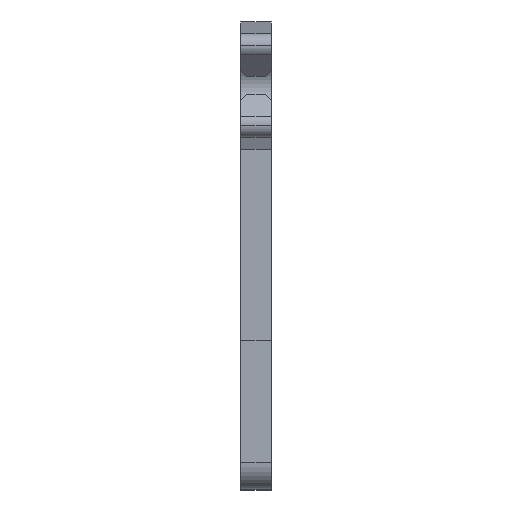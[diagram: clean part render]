
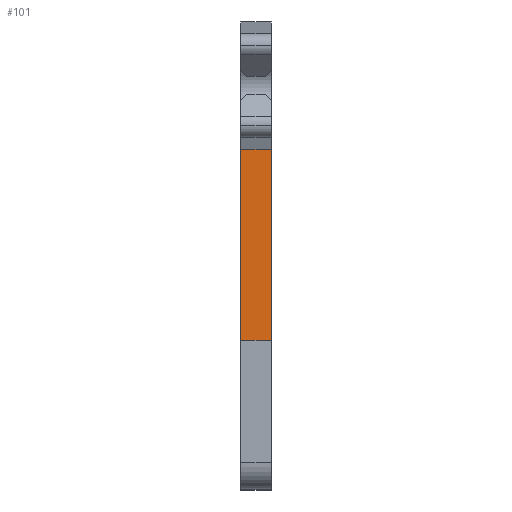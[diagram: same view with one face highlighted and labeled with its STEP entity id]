
A CAD part, top view. The second image highlights one B-rep face of the part: STEP entity #101.
In plain terms, the highlighted planar face has unit normal (0, 0, 1).
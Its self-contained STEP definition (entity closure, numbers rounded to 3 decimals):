
#3 = DIRECTION ( 'NONE',  ( 0., -1., 0. ) ) ;
#8 = VECTOR ( 'NONE', #494, 1000. ) ;
#35 = LINE ( 'NONE', #1171, #226 ) ;
#58 = ORIENTED_EDGE ( 'NONE', *, *, #338, .T. ) ;
#64 = ORIENTED_EDGE ( 'NONE', *, *, #1316, .F. ) ;
#87 = FACE_OUTER_BOUND ( 'NONE', #881, .T. ) ;
#101 = ADVANCED_FACE ( 'NONE', ( #87 ), #635, .F. ) ;
#162 = VERTEX_POINT ( 'NONE', #679 ) ;
#183 = ORIENTED_EDGE ( 'NONE', *, *, #849, .F. ) ;
#190 = VECTOR ( 'NONE', #285, 1000. ) ;
#226 = VECTOR ( 'NONE', #554, 1000. ) ;
#285 = DIRECTION ( 'NONE',  ( 0., -1., 0. ) ) ;
#336 = VERTEX_POINT ( 'NONE', #1212 ) ;
#338 = EDGE_CURVE ( 'NONE', #336, #162, #824, .T. ) ;
#494 = DIRECTION ( 'NONE',  ( -1., 0., 0. ) ) ;
#510 = LINE ( 'NONE', #1343, #1303 ) ;
#554 = DIRECTION ( 'NONE',  ( -1., 0., 0. ) ) ;
#588 = CARTESIAN_POINT ( 'NONE',  ( 0.318, -1.321, -1.778 ) ) ;
#635 = PLANE ( 'NONE',  #1312 ) ;
#679 = CARTESIAN_POINT ( 'NONE',  ( -0.318, -1.321, -1.778 ) ) ;
#698 = CARTESIAN_POINT ( 'NONE',  ( 0.318, -5.283, -1.778 ) ) ;
#699 = ORIENTED_EDGE ( 'NONE', *, *, #1052, .T. ) ;
#741 = DIRECTION ( 'NONE',  ( -1., 0., 0. ) ) ;
#824 = LINE ( 'NONE', #588, #8 ) ;
#849 = EDGE_CURVE ( 'NONE', #336, #1196, #1075, .T. ) ;
#881 = EDGE_LOOP ( 'NONE', ( #699, #64, #183, #58 ) ) ;
#1030 = CARTESIAN_POINT ( 'NONE',  ( -0.318, -5.283, -1.778 ) ) ;
#1052 = EDGE_CURVE ( 'NONE', #162, #1116, #510, .T. ) ;
#1075 = LINE ( 'NONE', #698, #190 ) ;
#1116 = VERTEX_POINT ( 'NONE', #1030 ) ;
#1139 = DIRECTION ( 'NONE',  ( 0., 0., -1. ) ) ;
#1171 = CARTESIAN_POINT ( 'NONE',  ( 0.318, -5.283, -1.778 ) ) ;
#1196 = VERTEX_POINT ( 'NONE', #1274 ) ;
#1212 = CARTESIAN_POINT ( 'NONE',  ( 0.318, -1.321, -1.778 ) ) ;
#1243 = CARTESIAN_POINT ( 'NONE',  ( 0.318, -5.283, -1.778 ) ) ;
#1274 = CARTESIAN_POINT ( 'NONE',  ( 0.318, -5.283, -1.778 ) ) ;
#1303 = VECTOR ( 'NONE', #3, 1000. ) ;
#1312 = AXIS2_PLACEMENT_3D ( 'NONE', #1243, #1139, #741 ) ;
#1316 = EDGE_CURVE ( 'NONE', #1196, #1116, #35, .T. ) ;
#1343 = CARTESIAN_POINT ( 'NONE',  ( -0.318, -5.283, -1.778 ) ) ;
